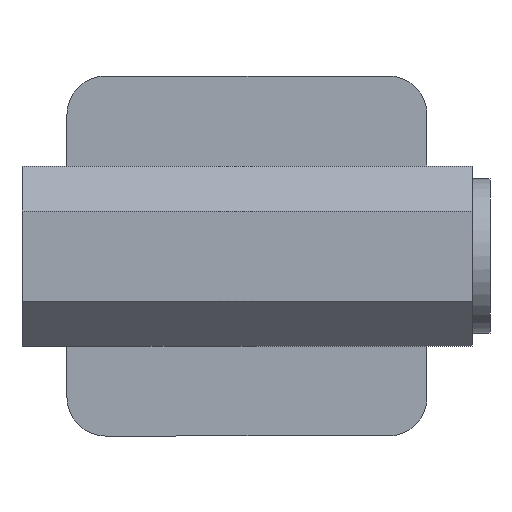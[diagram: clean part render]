
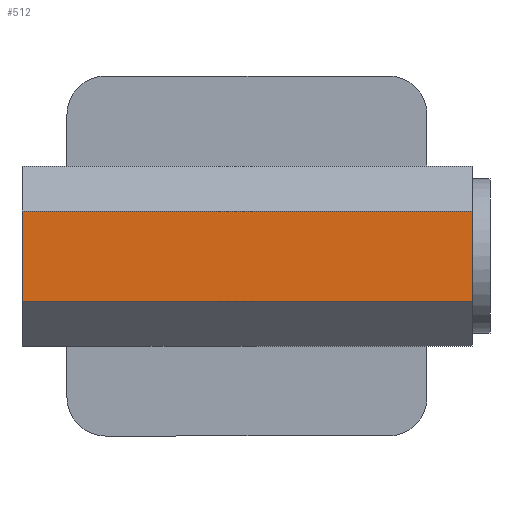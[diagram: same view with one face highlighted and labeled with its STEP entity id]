
A CAD part, front view. The second image highlights one B-rep face of the part: STEP entity #512.
In plain terms, the highlighted planar face has unit normal (0, -1, 0).
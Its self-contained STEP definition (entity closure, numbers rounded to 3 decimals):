
#11 = DIRECTION ( 'NONE',  ( -1., 0., 0. ) ) ;
#26 = DIRECTION ( 'NONE',  ( 0., 0., -1. ) ) ;
#182 = AXIS2_PLACEMENT_3D ( 'NONE', #811, #260, #1512 ) ;
#183 = CARTESIAN_POINT ( 'NONE',  ( 35., -44.1, -7. ) ) ;
#245 = EDGE_CURVE ( 'NONE', #1151, #762, #1545, .T. ) ;
#247 = DIRECTION ( 'NONE',  ( 0., 0., -1. ) ) ;
#260 = DIRECTION ( 'NONE',  ( 0., 1., 0. ) ) ;
#267 = DIRECTION ( 'NONE',  ( -1., 0., 0. ) ) ;
#288 = CARTESIAN_POINT ( 'NONE',  ( 35., -44.1, 7. ) ) ;
#382 = LINE ( 'NONE', #417, #914 ) ;
#417 = CARTESIAN_POINT ( 'NONE',  ( 35., -44.1, -7. ) ) ;
#497 = VERTEX_POINT ( 'NONE', #288 ) ;
#512 = ADVANCED_FACE ( 'NONE', ( #526 ), #1251, .F. ) ;
#526 = FACE_OUTER_BOUND ( 'NONE', #538, .T. ) ;
#538 = EDGE_LOOP ( 'NONE', ( #1027, #1116, #1694, #1211 ) ) ;
#615 = VERTEX_POINT ( 'NONE', #1061 ) ;
#691 = CARTESIAN_POINT ( 'NONE',  ( -35., -44.1, -7. ) ) ;
#762 = VERTEX_POINT ( 'NONE', #691 ) ;
#811 = CARTESIAN_POINT ( 'NONE',  ( 35., -44.1, -7. ) ) ;
#862 = LINE ( 'NONE', #1282, #1574 ) ;
#914 = VECTOR ( 'NONE', #247, 1000. ) ;
#980 = EDGE_CURVE ( 'NONE', #615, #762, #862, .T. ) ;
#1027 = ORIENTED_EDGE ( 'NONE', *, *, #1460, .T. ) ;
#1061 = CARTESIAN_POINT ( 'NONE',  ( -35., -44.1, 7. ) ) ;
#1092 = LINE ( 'NONE', #1103, #1098 ) ;
#1098 = VECTOR ( 'NONE', #267, 1000. ) ;
#1103 = CARTESIAN_POINT ( 'NONE',  ( 35., -44.1, 7. ) ) ;
#1116 = ORIENTED_EDGE ( 'NONE', *, *, #980, .T. ) ;
#1151 = VERTEX_POINT ( 'NONE', #183 ) ;
#1211 = ORIENTED_EDGE ( 'NONE', *, *, #1561, .F. ) ;
#1251 = PLANE ( 'NONE',  #182 ) ;
#1282 = CARTESIAN_POINT ( 'NONE',  ( -35., -44.1, -7. ) ) ;
#1460 = EDGE_CURVE ( 'NONE', #497, #615, #1092, .T. ) ;
#1512 = DIRECTION ( 'NONE',  ( 0., 0., 1. ) ) ;
#1545 = LINE ( 'NONE', #1810, #1727 ) ;
#1561 = EDGE_CURVE ( 'NONE', #497, #1151, #382, .T. ) ;
#1574 = VECTOR ( 'NONE', #26, 1000. ) ;
#1694 = ORIENTED_EDGE ( 'NONE', *, *, #245, .F. ) ;
#1727 = VECTOR ( 'NONE', #11, 1000. ) ;
#1810 = CARTESIAN_POINT ( 'NONE',  ( 35., -44.1, -7. ) ) ;
